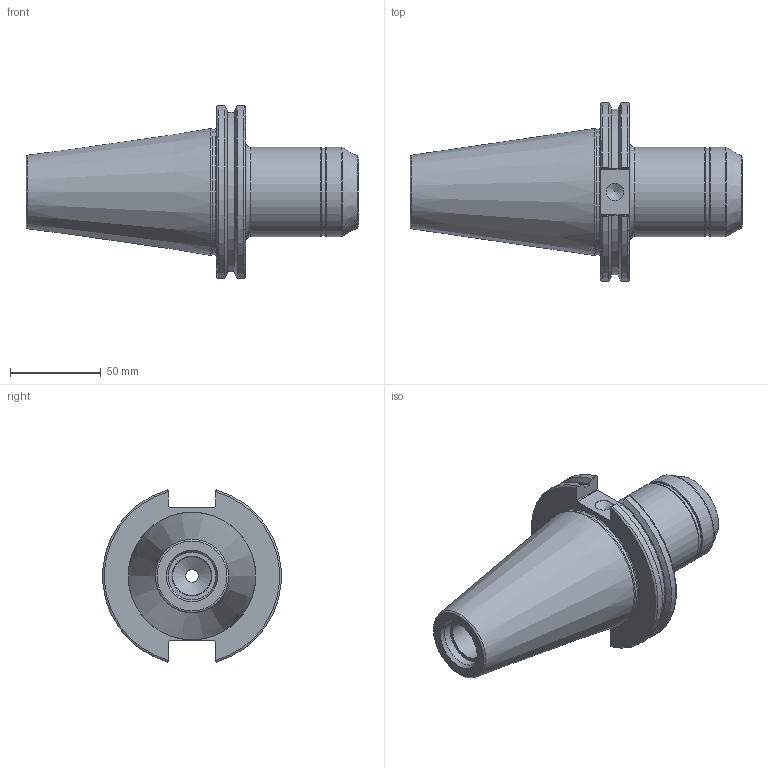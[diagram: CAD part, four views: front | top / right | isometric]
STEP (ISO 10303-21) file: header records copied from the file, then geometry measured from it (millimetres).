
FILE_DESCRIPTION(/* description */ (''),/* implementation_level */ '2;1');
FILE_NAME(/* name */ '255750.stp',/* time_stamp */ '2020-05-15T08:19:11+09:00',/* author */ ('eos'),/* organization */ (''),/* preprocessor_version */ 'ST-DEVELOPER v18',/* originating_system */ 'Autodesk Inventor 2020',/* authorisation */ '');
FILE_SCHEMA (('AUTOMOTIVE_DESIGN { 1 0 10303 214 3 1 1 }'));
Length unit declared in the file: millimetre
Products named in the file (1): LO-CAT50ADB-HC19.05P-81
Bounding box: 182.6 x 98.06 x 94.69 mm (x, y, z)
Volume: 425511.7 mm3; surface area: 55475.4 mm2
Topology: 1 solids, 1 shells, 75 faces, 228 edges, 160 vertices
Faces by surface type: plane 29, cylinder 18, torus 14, cone 14
Full cylindrical faces by diameter (mm): 6.917 x1, 9.525 x1, 14 x1, 19.05 x1, 19.55 x1, 21.5 x1, 21.971 x1, 26.2 x1, 48.25 x1, 49.25 x2, 69.25 x1
Entity records: 2739 total; most frequent: CARTESIAN_POINT 591, DIRECTION 464, ORIENTED_EDGE 454, EDGE_CURVE 227, AXIS2_PLACEMENT_3D 193, VERTEX_POINT 160, CIRCLE 117, EDGE_LOOP 83
